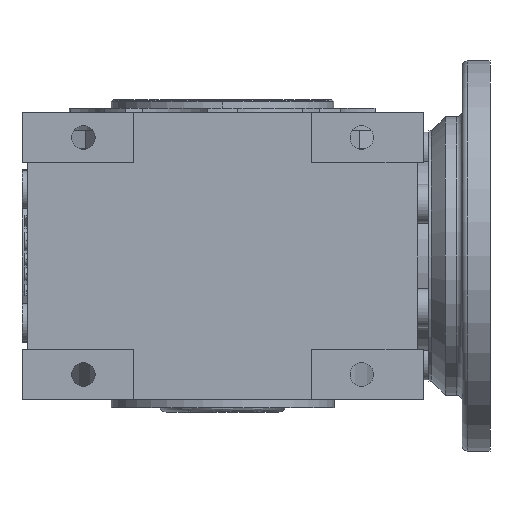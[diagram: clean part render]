
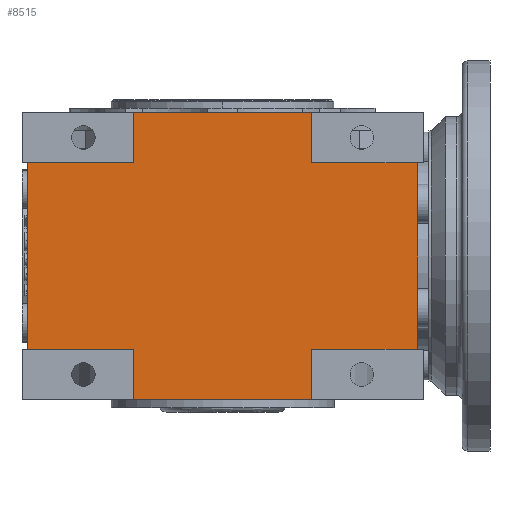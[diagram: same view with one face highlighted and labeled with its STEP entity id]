
A CAD part, front view. The second image highlights one B-rep face of the part: STEP entity #8515.
In plain terms, the highlighted planar face has unit normal (0, -1, 0).
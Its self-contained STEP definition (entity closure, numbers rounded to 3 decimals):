
#7370 = VERTEX_POINT ( 'NONE', #14886 ) ;
#7388 = VERTEX_POINT ( 'NONE', #14944 ) ;
#7393 = EDGE_CURVE ( 'NONE', #7388, #7370, #14954, .T. ) ;
#7758 = EDGE_CURVE ( 'NONE', #7866, #7388, #15720, .T. ) ;
#7804 = VERTEX_POINT ( 'NONE', #15759 ) ;
#7819 = EDGE_CURVE ( 'NONE', #7820, #7804, #15854, .T. ) ;
#7820 = VERTEX_POINT ( 'NONE', #15899 ) ;
#7827 = VERTEX_POINT ( 'NONE', #15848 ) ;
#7829 = EDGE_CURVE ( 'NONE', #7830, #7827, #15859, .T. ) ;
#7830 = VERTEX_POINT ( 'NONE', #15855 ) ;
#7833 = EDGE_CURVE ( 'NONE', #7869, #7866, #15866, .T. ) ;
#7866 = VERTEX_POINT ( 'NONE', #15793 ) ;
#7869 = VERTEX_POINT ( 'NONE', #15786 ) ;
#7962 = VERTEX_POINT ( 'NONE', #16000 ) ;
#7964 = EDGE_CURVE ( 'NONE', #7370, #7962, #16009, .T. ) ;
#7969 = EDGE_CURVE ( 'NONE', #7970, #7820, #16024, .T. ) ;
#7970 = VERTEX_POINT ( 'NONE', #16010 ) ;
#8399 = EDGE_CURVE ( 'NONE', #7804, #7869, #16738, .T. ) ;
#8505 = ORIENTED_EDGE ( 'NONE', *, *, #8399, .T. ) ;
#8506 = ORIENTED_EDGE ( 'NONE', *, *, #7758, .T. ) ;
#8507 = ORIENTED_EDGE ( 'NONE', *, *, #7393, .T. ) ;
#8508 = ORIENTED_EDGE ( 'NONE', *, *, #7833, .T. ) ;
#8509 = ORIENTED_EDGE ( 'NONE', *, *, #7969, .T. ) ;
#8510 = ORIENTED_EDGE ( 'NONE', *, *, #7819, .T. ) ;
#8511 = ORIENTED_EDGE ( 'NONE', *, *, #8512, .F. ) ;
#8512 = EDGE_CURVE ( 'NONE', #7970, #7827, #19207, .T. ) ;
#8515 = ADVANCED_FACE ( 'NONE', ( #19199 ), #19198, .T. ) ;
#8516 = EDGE_LOOP ( 'NONE', ( #8647, #8511, #8509, #8510, #8505, #8508, #8506, #8507, #10525, #10696, #10677, #10564 ) ) ;
#8518 = VERTEX_POINT ( 'NONE', #19310 ) ;
#8647 = ORIENTED_EDGE ( 'NONE', *, *, #7829, .T. ) ;
#8649 = EDGE_CURVE ( 'NONE', #7962, #8518, #17216, .T. ) ;
#10525 = ORIENTED_EDGE ( 'NONE', *, *, #7964, .T. ) ;
#10563 = EDGE_CURVE ( 'NONE', #10689, #7830, #21424, .T. ) ;
#10564 = ORIENTED_EDGE ( 'NONE', *, *, #10563, .T. ) ;
#10672 = EDGE_CURVE ( 'NONE', #8518, #10689, #22299, .T. ) ;
#10677 = ORIENTED_EDGE ( 'NONE', *, *, #10672, .T. ) ;
#10689 = VERTEX_POINT ( 'NONE', #22275 ) ;
#10696 = ORIENTED_EDGE ( 'NONE', *, *, #8649, .T. ) ;
#14672 = DIRECTION ( 'NONE',  ( 0., 0., -1. ) ) ;
#14673 = VECTOR ( 'NONE', #14672, 1000. ) ;
#14886 = CARTESIAN_POINT ( 'NONE',  ( -70., -70., -33.5 ) ) ;
#14944 = CARTESIAN_POINT ( 'NONE',  ( -70., -70., 33.5 ) ) ;
#14953 = CARTESIAN_POINT ( 'NONE',  ( -70., -70., -33.5 ) ) ;
#14954 = LINE ( 'NONE', #14953, #14673 ) ;
#15677 = DIRECTION ( 'NONE',  ( -1., 0., 0. ) ) ;
#15678 = VECTOR ( 'NONE', #15677, 1000. ) ;
#15679 = CARTESIAN_POINT ( 'NONE',  ( -85.873, -70., 33.5 ) ) ;
#15720 = LINE ( 'NONE', #15679, #15678 ) ;
#15759 = CARTESIAN_POINT ( 'NONE',  ( 32., -70., 51.5 ) ) ;
#15786 = CARTESIAN_POINT ( 'NONE',  ( -32., -70., 51.5 ) ) ;
#15793 = CARTESIAN_POINT ( 'NONE',  ( -32., -70., 33.5 ) ) ;
#15808 = DIRECTION ( 'NONE',  ( 0., 0., -1. ) ) ;
#15809 = VECTOR ( 'NONE', #15808, 1000. ) ;
#15848 = CARTESIAN_POINT ( 'NONE',  ( 70., -70., -33.5 ) ) ;
#15852 = VECTOR ( 'NONE', #15900, 1000. ) ;
#15853 = CARTESIAN_POINT ( 'NONE',  ( 32., -70., -33.5 ) ) ;
#15854 = LINE ( 'NONE', #15853, #15852 ) ;
#15855 = CARTESIAN_POINT ( 'NONE',  ( 32., -70., -33.5 ) ) ;
#15856 = DIRECTION ( 'NONE',  ( 1., 0., 0. ) ) ;
#15857 = VECTOR ( 'NONE', #15856, 1000. ) ;
#15858 = CARTESIAN_POINT ( 'NONE',  ( -85.873, -70., -33.5 ) ) ;
#15859 = LINE ( 'NONE', #15858, #15857 ) ;
#15865 = CARTESIAN_POINT ( 'NONE',  ( -32., -70., -33.5 ) ) ;
#15866 = LINE ( 'NONE', #15865, #15809 ) ;
#15899 = CARTESIAN_POINT ( 'NONE',  ( 32., -70., 33.5 ) ) ;
#15900 = DIRECTION ( 'NONE',  ( 0., 0., 1. ) ) ;
#16000 = CARTESIAN_POINT ( 'NONE',  ( -32., -70., -33.5 ) ) ;
#16006 = DIRECTION ( 'NONE',  ( 1., 0., 0. ) ) ;
#16007 = VECTOR ( 'NONE', #16006, 1000. ) ;
#16008 = CARTESIAN_POINT ( 'NONE',  ( -85.873, -70., -33.5 ) ) ;
#16009 = LINE ( 'NONE', #16008, #16007 ) ;
#16010 = CARTESIAN_POINT ( 'NONE',  ( 70., -70., 33.5 ) ) ;
#16011 = DIRECTION ( 'NONE',  ( -1., 0., 0. ) ) ;
#16012 = VECTOR ( 'NONE', #16011, 1000. ) ;
#16013 = CARTESIAN_POINT ( 'NONE',  ( -85.873, -70., 33.5 ) ) ;
#16024 = LINE ( 'NONE', #16013, #16012 ) ;
#16735 = DIRECTION ( 'NONE',  ( -1., 0., 0. ) ) ;
#16736 = VECTOR ( 'NONE', #16735, 1000. ) ;
#16737 = CARTESIAN_POINT ( 'NONE',  ( -85.873, -70., 51.5 ) ) ;
#16738 = LINE ( 'NONE', #16737, #16736 ) ;
#17208 = DIRECTION ( 'NONE',  ( 0., 0., -1. ) ) ;
#17209 = VECTOR ( 'NONE', #17208, 1000. ) ;
#17210 = CARTESIAN_POINT ( 'NONE',  ( -32., -70., -33.5 ) ) ;
#17216 = LINE ( 'NONE', #17210, #17209 ) ;
#19198 = PLANE ( 'NONE',  #19314 ) ;
#19199 = FACE_OUTER_BOUND ( 'NONE', #8516, .T. ) ;
#19204 = DIRECTION ( 'NONE',  ( 0., 0., -1. ) ) ;
#19205 = VECTOR ( 'NONE', #19204, 1000. ) ;
#19206 = CARTESIAN_POINT ( 'NONE',  ( 70., -70., 0. ) ) ;
#19207 = LINE ( 'NONE', #19206, #19205 ) ;
#19310 = CARTESIAN_POINT ( 'NONE',  ( -32., -70., -51.5 ) ) ;
#19311 = DIRECTION ( 'NONE',  ( 0., 0., -1. ) ) ;
#19312 = DIRECTION ( 'NONE',  ( 0., -1., 0. ) ) ;
#19313 = CARTESIAN_POINT ( 'NONE',  ( -85.873, -70., -33.5 ) ) ;
#19314 = AXIS2_PLACEMENT_3D ( 'NONE', #19313, #19312, #19311 ) ;
#21421 = DIRECTION ( 'NONE',  ( 0., 0., 1. ) ) ;
#21422 = VECTOR ( 'NONE', #21421, 1000. ) ;
#21423 = CARTESIAN_POINT ( 'NONE',  ( 32., -70., 60.098 ) ) ;
#21424 = LINE ( 'NONE', #21423, #21422 ) ;
#22275 = CARTESIAN_POINT ( 'NONE',  ( 32., -70., -51.5 ) ) ;
#22296 = DIRECTION ( 'NONE',  ( 1., 0., 0. ) ) ;
#22297 = VECTOR ( 'NONE', #22296, 1000. ) ;
#22298 = CARTESIAN_POINT ( 'NONE',  ( -72., -70., -51.5 ) ) ;
#22299 = LINE ( 'NONE', #22298, #22297 ) ;
